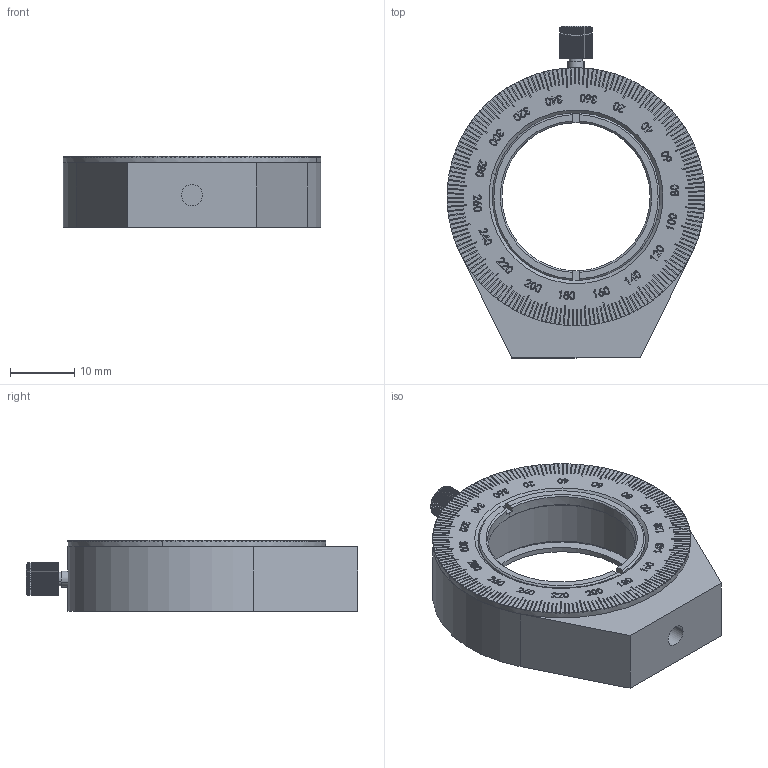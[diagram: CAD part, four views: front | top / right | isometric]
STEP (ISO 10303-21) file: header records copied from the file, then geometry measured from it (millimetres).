
FILE_DESCRIPTION (( 'STEP AP203' ), '1' );
FILE_NAME ('1.3.4.15_ZZX-M25_φ25mm旋转透镜安装座，带M26x0.5内螺纹，带卡环，M4螺孔.STEP', '2024-04-13T08:40:09', ( '' ), ( '' ), 'SwSTEP 2.0', 'SolidWorks 2021', '' );
FILE_SCHEMA (( 'CONFIG_CONTROL_DESIGN' ));
Length unit declared in the file: millimetre
Products named in the file (5): 1.3.4.15.2，φ25mm旋转透镜安装座刻度盘，带M26x0.5内螺纹，A; SNTY_珨极宒忒禳唅聽_30.13.2.2.3_SNTY-M2.5x6-0511; ZFK透镜卡环压圈_1.8.5.15-ZFK-K25; 1.3.4.15.1，φ25mm旋转透镜安装座镜架，M4螺孔，A; 1.3.4.15_ZZX-M25_φ25mm旋转透镜安装座，带M26x0.5内螺纹，带卡环，M4螺孔
Assembly tree (4 placements, depth 2):
  1.3.4.15_ZZX-M25_φ25mm旋转透镜安装座，带M26x0.5内螺纹，带卡环，M4螺孔
    1.3.4.15.1，φ25mm旋转透镜安装座镜架，M4螺孔，A
    1.3.4.15.2，φ25mm旋转透镜安装座刻度盘，带M26x0.5内螺纹，A
    ZFK透镜卡环压圈_1.8.5.15-ZFK-K25
    SNTY_珨极宒忒禳唅聽_30.13.2.2.3_SNTY-M2.5x6-0511
Bounding box: 40 x 51.5 x 11.05 mm (x, y, z)
Volume: 9576.3 mm3; surface area: 8377.7 mm2
Topology: 4 solids, 4 shells, 1355 faces, 3753 edges, 2498 vertices
Faces by surface type: plane 1082, bspline 174, cylinder 83, cone 16
Entity records: 68000 total; most frequent: CARTESIAN_POINT 33663, ORIENTED_EDGE 7506, DIRECTION 6213, EDGE_CURVE 3753, LINE 2745, VECTOR 2745, VERTEX_POINT 2498, AXIS2_PLACEMENT_3D 1734
